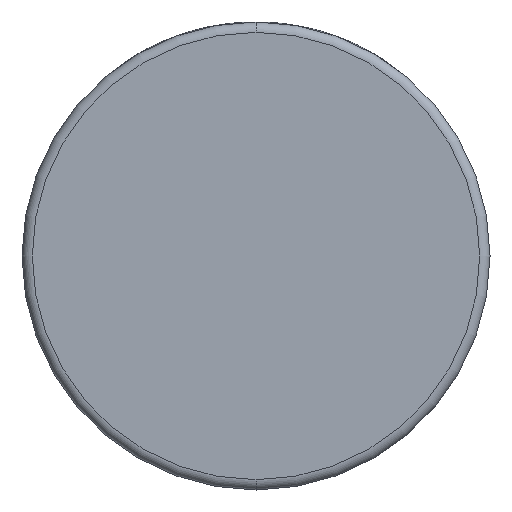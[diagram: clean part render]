
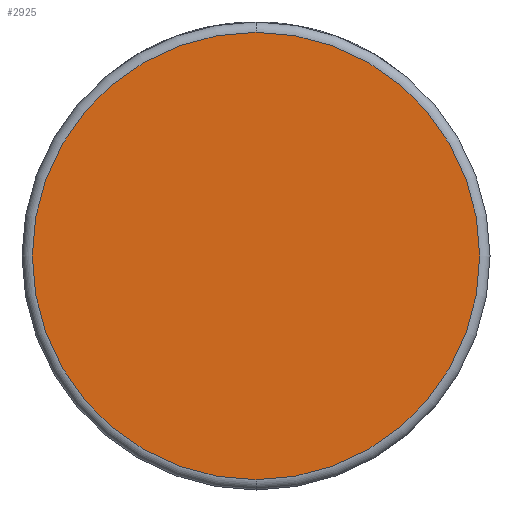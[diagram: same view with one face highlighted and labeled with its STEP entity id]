
A CAD part, front view. The second image highlights one B-rep face of the part: STEP entity #2925.
In plain terms, the highlighted planar face has unit normal (0, -1, 0).
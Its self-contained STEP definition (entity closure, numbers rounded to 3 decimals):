
#364 = AXIS2_PLACEMENT_3D ( 'NONE', #4653, #1517, #3436 ) ;
#604 = CARTESIAN_POINT ( 'NONE',  ( 0., 0., 43.5 ) ) ;
#782 = EDGE_LOOP ( 'NONE', ( #1831, #3268 ) ) ;
#858 = DIRECTION ( 'NONE',  ( 0., 0., 1. ) ) ;
#1332 = VERTEX_POINT ( 'NONE', #604 ) ;
#1517 = DIRECTION ( 'NONE',  ( 0., 1., 0. ) ) ;
#1825 = CARTESIAN_POINT ( 'NONE',  ( 0., 0., 0. ) ) ;
#1831 = ORIENTED_EDGE ( 'NONE', *, *, #2029, .T. ) ;
#2022 = AXIS2_PLACEMENT_3D ( 'NONE', #1825, #2989, #4238 ) ;
#2029 = EDGE_CURVE ( 'NONE', #1332, #2133, #3121, .T. ) ;
#2133 = VERTEX_POINT ( 'NONE', #3252 ) ;
#2581 = FACE_OUTER_BOUND ( 'NONE', #782, .T. ) ;
#2722 = CARTESIAN_POINT ( 'NONE',  ( 0., 0., 0. ) ) ;
#2925 = ADVANCED_FACE ( 'NONE', ( #2581 ), #3968, .F. ) ;
#2989 = DIRECTION ( 'NONE',  ( 0., -1., 0. ) ) ;
#3121 = CIRCLE ( 'NONE', #4356, 43.5 ) ;
#3252 = CARTESIAN_POINT ( 'NONE',  ( 0., 0., -43.5 ) ) ;
#3268 = ORIENTED_EDGE ( 'NONE', *, *, #4810, .T. ) ;
#3436 = DIRECTION ( 'NONE',  ( 0., 0., 1. ) ) ;
#3480 = DIRECTION ( 'NONE',  ( 0., -1., 0. ) ) ;
#3968 = PLANE ( 'NONE',  #364 ) ;
#4238 = DIRECTION ( 'NONE',  ( 0., 0., 1. ) ) ;
#4356 = AXIS2_PLACEMENT_3D ( 'NONE', #2722, #3480, #858 ) ;
#4653 = CARTESIAN_POINT ( 'NONE',  ( 0., 0., 0. ) ) ;
#4810 = EDGE_CURVE ( 'NONE', #2133, #1332, #5070, .T. ) ;
#5070 = CIRCLE ( 'NONE', #2022, 43.5 ) ;
